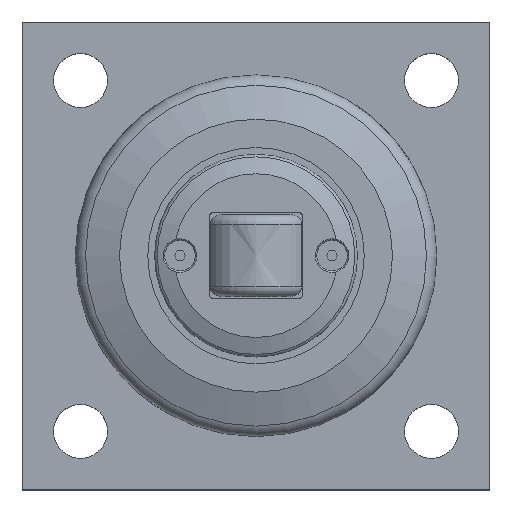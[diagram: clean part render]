
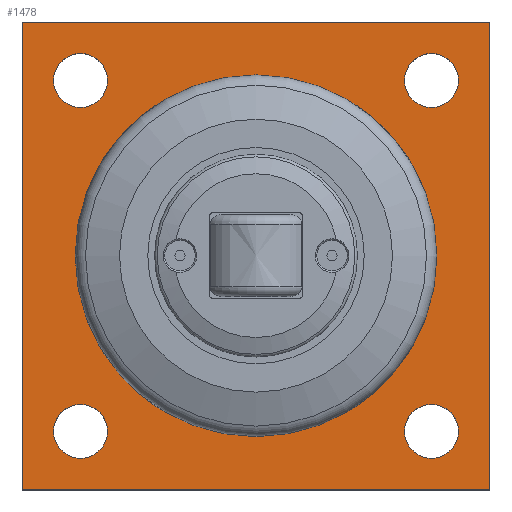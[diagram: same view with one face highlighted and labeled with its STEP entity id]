
A CAD part, top view. The second image highlights one B-rep face of the part: STEP entity #1478.
In plain terms, the highlighted planar face has unit normal (0, 0, 1).
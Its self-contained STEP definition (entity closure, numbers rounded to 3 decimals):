
#76=FACE_BOUND('',#330,.T.);
#77=FACE_BOUND('',#331,.T.);
#78=FACE_BOUND('',#332,.T.);
#79=FACE_BOUND('',#333,.T.);
#80=FACE_BOUND('',#334,.T.);
#151=CIRCLE('',#1639,29.);
#153=CIRCLE('',#1643,6.918);
#154=CIRCLE('',#1644,6.918);
#156=CIRCLE('',#1647,6.918);
#157=CIRCLE('',#1648,6.918);
#159=CIRCLE('',#1651,6.918);
#160=CIRCLE('',#1652,6.918);
#162=CIRCLE('',#1655,6.918);
#163=CIRCLE('',#1656,6.918);
#237=FACE_OUTER_BOUND('',#329,.T.);
#329=EDGE_LOOP('',(#1305,#1306,#1307,#1308));
#330=EDGE_LOOP('',(#1309));
#331=EDGE_LOOP('',(#1310,#1311));
#332=EDGE_LOOP('',(#1312,#1313));
#333=EDGE_LOOP('',(#1314,#1315));
#334=EDGE_LOOP('',(#1316,#1317));
#430=LINE('',#2613,#546);
#434=LINE('',#2621,#550);
#437=LINE('',#2627,#553);
#440=LINE('',#2632,#556);
#546=VECTOR('',#2063,10.);
#550=VECTOR('',#2069,10.);
#553=VECTOR('',#2074,10.);
#556=VECTOR('',#2079,10.);
#687=VERTEX_POINT('',#2572);
#689=VERTEX_POINT('',#2579);
#690=VERTEX_POINT('',#2580);
#692=VERTEX_POINT('',#2587);
#693=VERTEX_POINT('',#2588);
#695=VERTEX_POINT('',#2595);
#696=VERTEX_POINT('',#2596);
#698=VERTEX_POINT('',#2603);
#699=VERTEX_POINT('',#2604);
#701=VERTEX_POINT('',#2611);
#702=VERTEX_POINT('',#2612);
#705=VERTEX_POINT('',#2620);
#707=VERTEX_POINT('',#2626);
#885=EDGE_CURVE('',#687,#687,#151,.T.);
#887=EDGE_CURVE('',#689,#690,#153,.T.);
#888=EDGE_CURVE('',#690,#689,#154,.T.);
#891=EDGE_CURVE('',#692,#693,#156,.T.);
#892=EDGE_CURVE('',#693,#692,#157,.T.);
#895=EDGE_CURVE('',#695,#696,#159,.T.);
#896=EDGE_CURVE('',#696,#695,#160,.T.);
#899=EDGE_CURVE('',#698,#699,#162,.T.);
#900=EDGE_CURVE('',#699,#698,#163,.T.);
#903=EDGE_CURVE('',#701,#702,#430,.T.);
#907=EDGE_CURVE('',#702,#705,#434,.T.);
#910=EDGE_CURVE('',#705,#707,#437,.T.);
#913=EDGE_CURVE('',#707,#701,#440,.T.);
#1305=ORIENTED_EDGE('',*,*,#903,.F.);
#1306=ORIENTED_EDGE('',*,*,#913,.F.);
#1307=ORIENTED_EDGE('',*,*,#910,.F.);
#1308=ORIENTED_EDGE('',*,*,#907,.F.);
#1309=ORIENTED_EDGE('',*,*,#885,.T.);
#1310=ORIENTED_EDGE('',*,*,#887,.T.);
#1311=ORIENTED_EDGE('',*,*,#888,.T.);
#1312=ORIENTED_EDGE('',*,*,#891,.T.);
#1313=ORIENTED_EDGE('',*,*,#892,.T.);
#1314=ORIENTED_EDGE('',*,*,#895,.T.);
#1315=ORIENTED_EDGE('',*,*,#896,.T.);
#1316=ORIENTED_EDGE('',*,*,#899,.T.);
#1317=ORIENTED_EDGE('',*,*,#900,.T.);
#1400=PLANE('',#1664);
#1478=ADVANCED_FACE('',(#237,#76,#77,#78,#79,#80),#1400,.T.);
#1639=AXIS2_PLACEMENT_3D('',#2574,#2019,#2020);
#1643=AXIS2_PLACEMENT_3D('',#2581,#2027,#2028);
#1644=AXIS2_PLACEMENT_3D('',#2582,#2029,#2030);
#1647=AXIS2_PLACEMENT_3D('',#2589,#2036,#2037);
#1648=AXIS2_PLACEMENT_3D('',#2590,#2038,#2039);
#1651=AXIS2_PLACEMENT_3D('',#2597,#2045,#2046);
#1652=AXIS2_PLACEMENT_3D('',#2598,#2047,#2048);
#1655=AXIS2_PLACEMENT_3D('',#2605,#2054,#2055);
#1656=AXIS2_PLACEMENT_3D('',#2606,#2056,#2057);
#1664=AXIS2_PLACEMENT_3D('',#2637,#2085,#2086);
#2019=DIRECTION('center_axis',(0.,0.,-1.));
#2020=DIRECTION('ref_axis',(-1.,0.,0.));
#2027=DIRECTION('center_axis',(0.,0.,-1.));
#2028=DIRECTION('ref_axis',(1.,0.,0.));
#2029=DIRECTION('center_axis',(0.,0.,-1.));
#2030=DIRECTION('ref_axis',(1.,0.,0.));
#2036=DIRECTION('center_axis',(0.,0.,-1.));
#2037=DIRECTION('ref_axis',(1.,0.,0.));
#2038=DIRECTION('center_axis',(0.,0.,-1.));
#2039=DIRECTION('ref_axis',(1.,0.,0.));
#2045=DIRECTION('center_axis',(0.,0.,-1.));
#2046=DIRECTION('ref_axis',(1.,0.,0.));
#2047=DIRECTION('center_axis',(0.,0.,-1.));
#2048=DIRECTION('ref_axis',(1.,0.,0.));
#2054=DIRECTION('center_axis',(0.,0.,-1.));
#2055=DIRECTION('ref_axis',(1.,0.,0.));
#2056=DIRECTION('center_axis',(0.,0.,-1.));
#2057=DIRECTION('ref_axis',(1.,0.,0.));
#2063=DIRECTION('',(0.,1.,0.));
#2069=DIRECTION('',(1.,0.,0.));
#2074=DIRECTION('',(0.,-1.,0.));
#2079=DIRECTION('',(-1.,0.,0.));
#2085=DIRECTION('center_axis',(0.,0.,1.));
#2086=DIRECTION('ref_axis',(1.,0.,0.));
#2572=CARTESIAN_POINT('',(89.,60.,20.));
#2574=CARTESIAN_POINT('Origin',(60.,60.,20.));
#2579=CARTESIAN_POINT('',(21.918,15.,20.));
#2580=CARTESIAN_POINT('',(8.083,15.,20.));
#2581=CARTESIAN_POINT('Origin',(15.,15.,20.));
#2582=CARTESIAN_POINT('Origin',(15.,15.,20.));
#2587=CARTESIAN_POINT('',(111.918,15.,20.));
#2588=CARTESIAN_POINT('',(98.083,15.,20.));
#2589=CARTESIAN_POINT('Origin',(105.,15.,20.));
#2590=CARTESIAN_POINT('Origin',(105.,15.,20.));
#2595=CARTESIAN_POINT('',(111.918,105.,20.));
#2596=CARTESIAN_POINT('',(98.083,105.,20.));
#2597=CARTESIAN_POINT('Origin',(105.,105.,20.));
#2598=CARTESIAN_POINT('Origin',(105.,105.,20.));
#2603=CARTESIAN_POINT('',(21.918,105.,20.));
#2604=CARTESIAN_POINT('',(8.083,105.,20.));
#2605=CARTESIAN_POINT('Origin',(15.,105.,20.));
#2606=CARTESIAN_POINT('Origin',(15.,105.,20.));
#2611=CARTESIAN_POINT('',(0.,0.,20.));
#2612=CARTESIAN_POINT('',(0.,120.,20.));
#2613=CARTESIAN_POINT('',(0.,120.,20.));
#2620=CARTESIAN_POINT('',(120.,120.,20.));
#2621=CARTESIAN_POINT('',(120.,120.,20.));
#2626=CARTESIAN_POINT('',(120.,0.,20.));
#2627=CARTESIAN_POINT('',(120.,0.,20.));
#2632=CARTESIAN_POINT('',(0.,0.,20.));
#2637=CARTESIAN_POINT('Origin',(60.,60.,20.));
